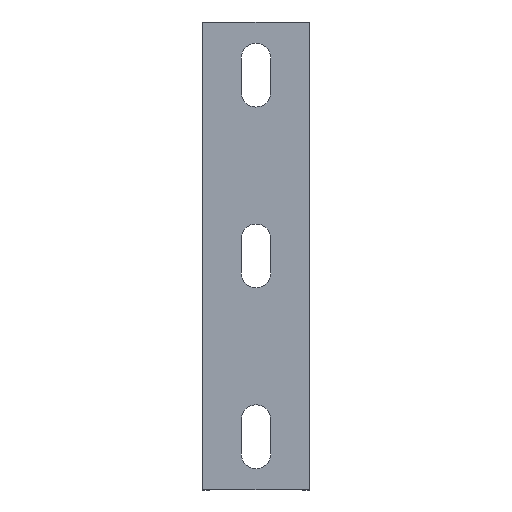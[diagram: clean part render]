
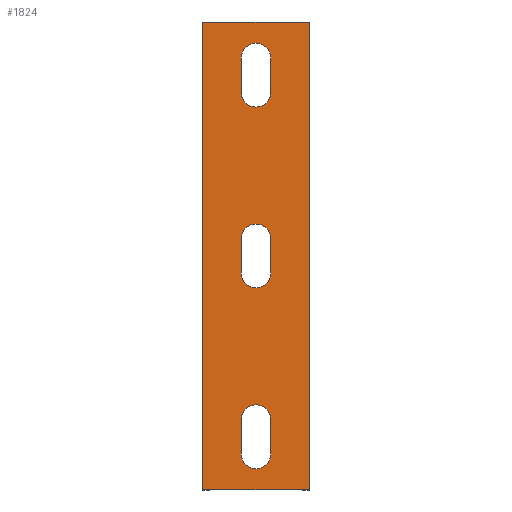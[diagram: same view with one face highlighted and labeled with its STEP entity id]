
A CAD part, top view. The second image highlights one B-rep face of the part: STEP entity #1824.
In plain terms, the highlighted planar face has unit normal (0, 0, 1).
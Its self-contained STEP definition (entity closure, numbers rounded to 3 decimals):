
#6 = CARTESIAN_POINT ( 'NONE',  ( 3.5, 16.5, 0. ) ) ;
#38 = EDGE_CURVE ( 'NONE', #52, #908, #1385, .T. ) ;
#52 = VERTEX_POINT ( 'NONE', #1442 ) ;
#53 = CIRCLE ( 'NONE', #233, 3.5 ) ;
#68 = CARTESIAN_POINT ( 'NONE',  ( -3.5, 51., 0. ) ) ;
#70 = ORIENTED_EDGE ( 'NONE', *, *, #38, .F. ) ;
#82 = DIRECTION ( 'NONE',  ( -1., 0., 0. ) ) ;
#89 = CARTESIAN_POINT ( 'NONE',  ( 0., 51., 0. ) ) ;
#93 = DIRECTION ( 'NONE',  ( 0., 0., -1. ) ) ;
#105 = DIRECTION ( 'NONE',  ( 0., -1., 0. ) ) ;
#122 = ORIENTED_EDGE ( 'NONE', *, *, #956, .T. ) ;
#137 = ORIENTED_EDGE ( 'NONE', *, *, #663, .F. ) ;
#146 = CIRCLE ( 'NONE', #1662, 3.5 ) ;
#158 = DIRECTION ( 'NONE',  ( 0., -1., 0. ) ) ;
#183 = ORIENTED_EDGE ( 'NONE', *, *, #896, .F. ) ;
#192 = VERTEX_POINT ( 'NONE', #1468 ) ;
#208 = VECTOR ( 'NONE', #158, 1000. ) ;
#228 = DIRECTION ( 'NONE',  ( 1., 0., 0. ) ) ;
#233 = AXIS2_PLACEMENT_3D ( 'NONE', #649, #907, #506 ) ;
#243 = VECTOR ( 'NONE', #341, 1000. ) ;
#248 = DIRECTION ( 'NONE',  ( 1., 0., 0. ) ) ;
#252 = FACE_BOUND ( 'NONE', #662, .T. ) ;
#255 = DIRECTION ( 'NONE',  ( 0., -1., 0. ) ) ;
#264 = CARTESIAN_POINT ( 'NONE',  ( 0., 8.5, 0. ) ) ;
#273 = CARTESIAN_POINT ( 'NONE',  ( -12.5, 110., 0. ) ) ;
#278 = DIRECTION ( 'NONE',  ( 1., 0., 0. ) ) ;
#317 = DIRECTION ( 'NONE',  ( 0., 1., 0. ) ) ;
#322 = ORIENTED_EDGE ( 'NONE', *, *, #360, .F. ) ;
#337 = EDGE_CURVE ( 'NONE', #1256, #519, #838, .T. ) ;
#341 = DIRECTION ( 'NONE',  ( 0., 1., 0. ) ) ;
#360 = EDGE_CURVE ( 'NONE', #394, #52, #385, .T. ) ;
#364 = CARTESIAN_POINT ( 'NONE',  ( 3.5, 8.5, 0. ) ) ;
#367 = CARTESIAN_POINT ( 'NONE',  ( 10.5, 0., 0. ) ) ;
#370 = ORIENTED_EDGE ( 'NONE', *, *, #1289, .F. ) ;
#382 = CARTESIAN_POINT ( 'NONE',  ( 0., 16.5, 0. ) ) ;
#385 = LINE ( 'NONE', #68, #1137 ) ;
#394 = VERTEX_POINT ( 'NONE', #1405 ) ;
#398 = VECTOR ( 'NONE', #255, 1000. ) ;
#413 = LINE ( 'NONE', #273, #1758 ) ;
#423 = ORIENTED_EDGE ( 'NONE', *, *, #1488, .F. ) ;
#429 = DIRECTION ( 'NONE',  ( 0., 1., 0. ) ) ;
#442 = CARTESIAN_POINT ( 'NONE',  ( -3.5, 16.5, 0. ) ) ;
#478 = LINE ( 'NONE', #940, #1351 ) ;
#488 = EDGE_CURVE ( 'NONE', #1011, #919, #555, .T. ) ;
#489 = CIRCLE ( 'NONE', #1107, 3.5 ) ;
#491 = CARTESIAN_POINT ( 'NONE',  ( 3.5, 8.5, 0. ) ) ;
#500 = ORIENTED_EDGE ( 'NONE', *, *, #922, .F. ) ;
#506 = DIRECTION ( 'NONE',  ( 1., 0., 0. ) ) ;
#518 = ORIENTED_EDGE ( 'NONE', *, *, #741, .F. ) ;
#519 = VERTEX_POINT ( 'NONE', #1906 ) ;
#539 = VECTOR ( 'NONE', #1733, 1000. ) ;
#545 = EDGE_LOOP ( 'NONE', ( #1791, #759, #183, #122 ) ) ;
#555 = LINE ( 'NONE', #1142, #539 ) ;
#557 = LINE ( 'NONE', #1903, #569 ) ;
#569 = VECTOR ( 'NONE', #429, 1000. ) ;
#576 = DIRECTION ( 'NONE',  ( 0., -1., 0. ) ) ;
#606 = CARTESIAN_POINT ( 'NONE',  ( -3.5, 93.5, 0. ) ) ;
#625 = LINE ( 'NONE', #364, #243 ) ;
#649 = CARTESIAN_POINT ( 'NONE',  ( 0., 59., 0. ) ) ;
#656 = ORIENTED_EDGE ( 'NONE', *, *, #1172, .F. ) ;
#662 = EDGE_LOOP ( 'NONE', ( #370, #1246, #800, #423 ) ) ;
#663 = EDGE_CURVE ( 'NONE', #1722, #1295, #557, .T. ) ;
#680 = FACE_OUTER_BOUND ( 'NONE', #545, .T. ) ;
#690 = FACE_BOUND ( 'NONE', #1850, .T. ) ;
#697 = CARTESIAN_POINT ( 'NONE',  ( 0., 101.5, 0. ) ) ;
#737 = DIRECTION ( 'NONE',  ( 0., 0., 1. ) ) ;
#741 = EDGE_CURVE ( 'NONE', #1295, #1069, #146, .T. ) ;
#754 = CARTESIAN_POINT ( 'NONE',  ( -3.5, 93.5, 0. ) ) ;
#756 = CARTESIAN_POINT ( 'NONE',  ( -3.5, 101.5, 0. ) ) ;
#759 = ORIENTED_EDGE ( 'NONE', *, *, #999, .F. ) ;
#791 = ORIENTED_EDGE ( 'NONE', *, *, #1688, .F. ) ;
#792 = VERTEX_POINT ( 'NONE', #962 ) ;
#800 = ORIENTED_EDGE ( 'NONE', *, *, #488, .F. ) ;
#810 = DIRECTION ( 'NONE',  ( 0., 0., 1. ) ) ;
#838 = LINE ( 'NONE', #367, #1045 ) ;
#839 = DIRECTION ( 'NONE',  ( 1., 0., 0. ) ) ;
#855 = DIRECTION ( 'NONE',  ( 0., 0., 1. ) ) ;
#896 = EDGE_CURVE ( 'NONE', #913, #792, #986, .T. ) ;
#907 = DIRECTION ( 'NONE',  ( 0., 0., 1. ) ) ;
#908 = VERTEX_POINT ( 'NONE', #1840 ) ;
#913 = VERTEX_POINT ( 'NONE', #1741 ) ;
#919 = VERTEX_POINT ( 'NONE', #1166 ) ;
#922 = EDGE_CURVE ( 'NONE', #1695, #1722, #1419, .T. ) ;
#933 = ORIENTED_EDGE ( 'NONE', *, *, #1064, .F. ) ;
#939 = EDGE_CURVE ( 'NONE', #919, #1705, #489, .T. ) ;
#940 = CARTESIAN_POINT ( 'NONE',  ( 3.5, 51., 0. ) ) ;
#950 = FACE_BOUND ( 'NONE', #1825, .T. ) ;
#956 = EDGE_CURVE ( 'NONE', #913, #1256, #413, .T. ) ;
#962 = CARTESIAN_POINT ( 'NONE',  ( 12.5, 110., 0. ) ) ;
#970 = DIRECTION ( 'NONE',  ( 0., 0., 1. ) ) ;
#986 = LINE ( 'NONE', #1577, #1475 ) ;
#999 = EDGE_CURVE ( 'NONE', #792, #519, #1748, .T. ) ;
#1011 = VERTEX_POINT ( 'NONE', #442 ) ;
#1045 = VECTOR ( 'NONE', #228, 1000. ) ;
#1064 = EDGE_CURVE ( 'NONE', #1069, #1695, #1792, .T. ) ;
#1069 = VERTEX_POINT ( 'NONE', #756 ) ;
#1076 = AXIS2_PLACEMENT_3D ( 'NONE', #1910, #737, #1456 ) ;
#1091 = CARTESIAN_POINT ( 'NONE',  ( 3.5, 101.5, 0. ) ) ;
#1107 = AXIS2_PLACEMENT_3D ( 'NONE', #264, #855, #1605 ) ;
#1137 = VECTOR ( 'NONE', #105, 1000. ) ;
#1142 = CARTESIAN_POINT ( 'NONE',  ( -3.5, 8.5, 0. ) ) ;
#1166 = CARTESIAN_POINT ( 'NONE',  ( -3.5, 8.5, 0. ) ) ;
#1172 = EDGE_CURVE ( 'NONE', #192, #394, #53, .T. ) ;
#1246 = ORIENTED_EDGE ( 'NONE', *, *, #939, .F. ) ;
#1256 = VERTEX_POINT ( 'NONE', #1384 ) ;
#1272 = DIRECTION ( 'NONE',  ( 1., 0., 0. ) ) ;
#1289 = EDGE_CURVE ( 'NONE', #1705, #1529, #625, .T. ) ;
#1295 = VERTEX_POINT ( 'NONE', #1091 ) ;
#1311 = CARTESIAN_POINT ( 'NONE',  ( 12.5, 110., 0. ) ) ;
#1351 = VECTOR ( 'NONE', #317, 1000. ) ;
#1378 = CIRCLE ( 'NONE', #1426, 3.5 ) ;
#1384 = CARTESIAN_POINT ( 'NONE',  ( -12.5, 0., 0. ) ) ;
#1385 = CIRCLE ( 'NONE', #1470, 3.5 ) ;
#1405 = CARTESIAN_POINT ( 'NONE',  ( -3.5, 59., 0. ) ) ;
#1419 = CIRCLE ( 'NONE', #1076, 3.5 ) ;
#1426 = AXIS2_PLACEMENT_3D ( 'NONE', #382, #970, #1272 ) ;
#1442 = CARTESIAN_POINT ( 'NONE',  ( -3.5, 51., 0. ) ) ;
#1456 = DIRECTION ( 'NONE',  ( 1., 0., 0. ) ) ;
#1468 = CARTESIAN_POINT ( 'NONE',  ( 3.5, 59., 0. ) ) ;
#1470 = AXIS2_PLACEMENT_3D ( 'NONE', #89, #810, #839 ) ;
#1475 = VECTOR ( 'NONE', #248, 1000. ) ;
#1488 = EDGE_CURVE ( 'NONE', #1529, #1011, #1378, .T. ) ;
#1521 = CARTESIAN_POINT ( 'NONE',  ( 3.5, 93.5, 0. ) ) ;
#1529 = VERTEX_POINT ( 'NONE', #6 ) ;
#1568 = AXIS2_PLACEMENT_3D ( 'NONE', #1845, #93, #82 ) ;
#1577 = CARTESIAN_POINT ( 'NONE',  ( 10.5, 110., 0. ) ) ;
#1605 = DIRECTION ( 'NONE',  ( 1., 0., 0. ) ) ;
#1610 = DIRECTION ( 'NONE',  ( 0., 0., 1. ) ) ;
#1662 = AXIS2_PLACEMENT_3D ( 'NONE', #697, #1610, #278 ) ;
#1688 = EDGE_CURVE ( 'NONE', #908, #192, #478, .T. ) ;
#1695 = VERTEX_POINT ( 'NONE', #754 ) ;
#1705 = VERTEX_POINT ( 'NONE', #491 ) ;
#1710 = PLANE ( 'NONE',  #1568 ) ;
#1722 = VERTEX_POINT ( 'NONE', #1521 ) ;
#1733 = DIRECTION ( 'NONE',  ( 0., -1., 0. ) ) ;
#1741 = CARTESIAN_POINT ( 'NONE',  ( -12.5, 110., 0. ) ) ;
#1748 = LINE ( 'NONE', #1311, #398 ) ;
#1758 = VECTOR ( 'NONE', #576, 1000. ) ;
#1791 = ORIENTED_EDGE ( 'NONE', *, *, #337, .T. ) ;
#1792 = LINE ( 'NONE', #606, #208 ) ;
#1824 = ADVANCED_FACE ( 'NONE', ( #690, #252, #680, #950 ), #1710, .F. ) ;
#1825 = EDGE_LOOP ( 'NONE', ( #500, #933, #518, #137 ) ) ;
#1840 = CARTESIAN_POINT ( 'NONE',  ( 3.5, 51., 0. ) ) ;
#1845 = CARTESIAN_POINT ( 'NONE',  ( 10.5, 110., 0. ) ) ;
#1850 = EDGE_LOOP ( 'NONE', ( #791, #70, #322, #656 ) ) ;
#1903 = CARTESIAN_POINT ( 'NONE',  ( 3.5, 93.5, 0. ) ) ;
#1906 = CARTESIAN_POINT ( 'NONE',  ( 12.5, 0., 0. ) ) ;
#1910 = CARTESIAN_POINT ( 'NONE',  ( 0., 93.5, 0. ) ) ;
